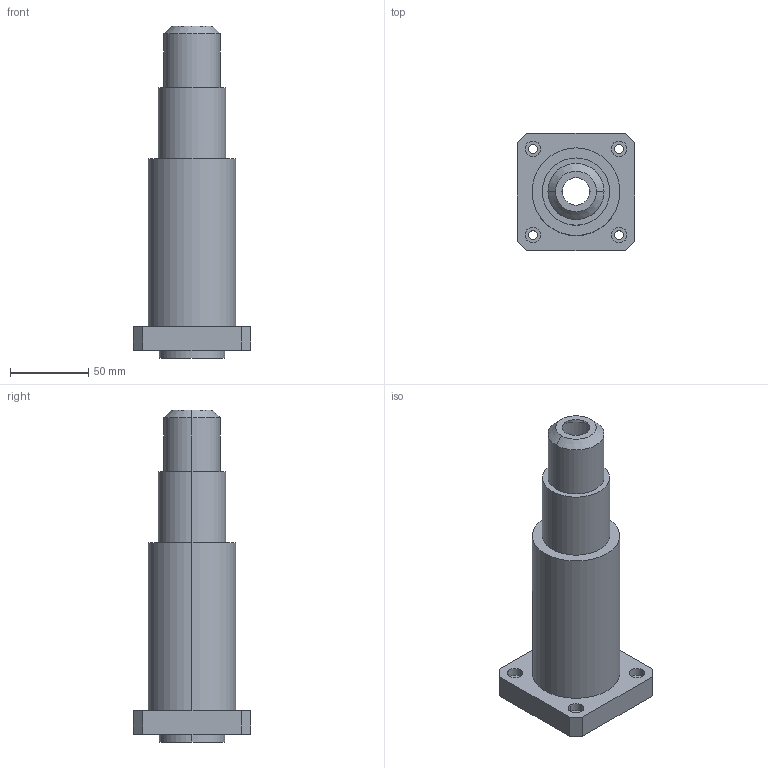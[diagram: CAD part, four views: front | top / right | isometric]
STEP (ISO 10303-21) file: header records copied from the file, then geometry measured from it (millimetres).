
FILE_DESCRIPTION (( 'STEP AP214' ), '1' );
FILE_NAME ('COL-1070-D38-F120.STEP', '2024-10-09T10:46:09', ( '' ), ( '' ), 'SwSTEP 2.0', 'SolidWorks 2024', '' );
FILE_SCHEMA (( 'AUTOMOTIVE_DESIGN' ));
Length unit declared in the file: millimetre
Products named in the file (1): COL-1070-D38-F120
Bounding box: 75 x 75 x 212.2 mm (x, y, z)
Volume: 123636 mm3; surface area: 82214 mm2
Topology: 1 solids, 1 shells, 86 faces, 212 edges, 140 vertices
Faces by surface type: cylinder 48, plane 34, cone 4
Entity records: 2643 total; most frequent: DIRECTION 486, CARTESIAN_POINT 439, ORIENTED_EDGE 424, EDGE_CURVE 212, AXIS2_PLACEMENT_3D 187, VERTEX_POINT 140, EDGE_LOOP 116, VECTOR 112
